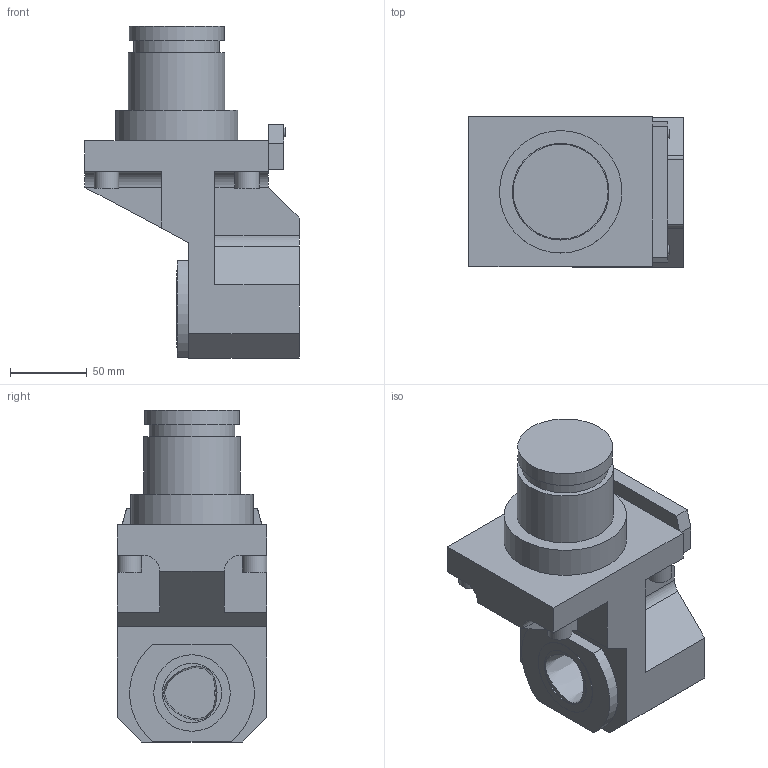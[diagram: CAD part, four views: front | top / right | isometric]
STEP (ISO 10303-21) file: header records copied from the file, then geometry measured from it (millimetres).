
FILE_DESCRIPTION(/* description */ (''),/* implementation_level */ '2;1');
FILE_NAME(/* name */ '1533804644121.stp',/* time_stamp */ '2018-08-09T10:50:50+02:00',/* author */ (''),/* organization */ ('SMS'),/* preprocessor_version */ 'ST-DEVELOPER v15',/* originating_system */ 'SIEMENS PLM Software NX 8.5',/* authorisation */ '');
FILE_SCHEMA (('AUTOMOTIVE_DESIGN { 1 0 10303 214 3 1 1 1 }'));
Length unit declared in the file: millimetre
Products named in the file (1): 201815944mod000_00
Bounding box: 140 x 98 x 217 mm (x, y, z)
Volume: 1313084.7 mm3; surface area: 106538.2 mm2
Topology: 1 solids, 1 shells, 73 faces, 179 edges, 119 vertices
Faces by surface type: plane 51, cylinder 21, bspline 1
Full cylindrical faces by diameter (mm): 3 x1, 6 x2, 16 x4, 38.623 x1, 50 x1, 56 x1, 62 x1, 63.08 x1, 80 x1
Entity records: 2252 total; most frequent: CARTESIAN_POINT 560, DIRECTION 342, ORIENTED_EDGE 314, EDGE_CURVE 157, AXIS2_PLACEMENT_3D 117, VERTEX_POINT 111, LINE 108, VECTOR 108
